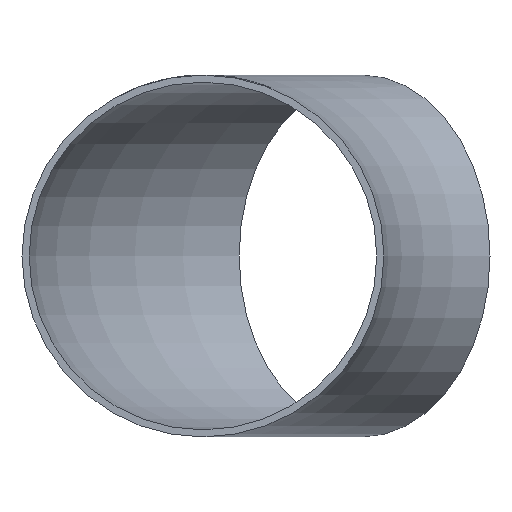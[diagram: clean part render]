
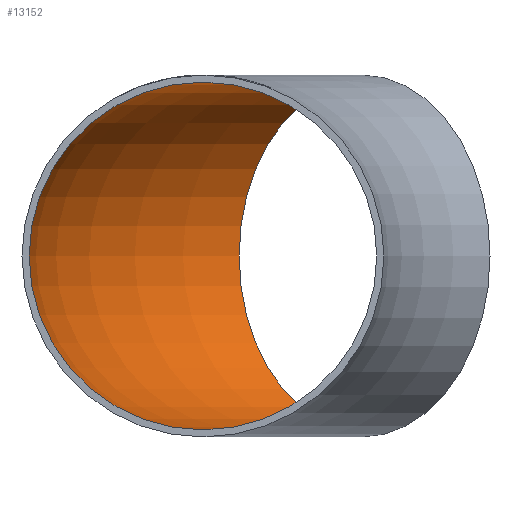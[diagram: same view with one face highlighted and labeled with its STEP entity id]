
A CAD part, front view. The second image highlights one B-rep face of the part: STEP entity #13152.
In plain terms, the highlighted toroidal (fillet/blend) face has major radius 610 mm and minor radius 195.2 mm.
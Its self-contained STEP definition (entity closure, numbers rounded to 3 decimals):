
#1845 = AXIS2_PLACEMENT_3D ( 'NONE', #5237, #16193, #35409 ) ;
#2698 = DIRECTION ( 'NONE',  ( 0., 1., 0. ) ) ;
#5237 = CARTESIAN_POINT ( 'NONE',  ( 0., 0., 0. ) ) ;
#6316 = CIRCLE ( 'NONE', #14941, 195.2 ) ;
#6595 = EDGE_CURVE ( 'NONE', #17264, #17264, #21806, .T. ) ;
#7129 = EDGE_LOOP ( 'NONE', ( #33321 ) ) ;
#7724 = EDGE_CURVE ( 'NONE', #28398, #28398, #6316, .T. ) ;
#9423 = CARTESIAN_POINT ( 'NONE',  ( -431.335, 431.335, 0. ) ) ;
#11663 = EDGE_LOOP ( 'NONE', ( #33037 ) ) ;
#13152 = ADVANCED_FACE ( 'NONE', ( #18886, #29837 ), #24211, .F. ) ;
#14941 = AXIS2_PLACEMENT_3D ( 'NONE', #9423, #23293, #34223 ) ;
#16193 = DIRECTION ( 'NONE',  ( 0., 0., -1. ) ) ;
#17264 = VERTEX_POINT ( 'NONE', #33780 ) ;
#18886 = FACE_OUTER_BOUND ( 'NONE', #7129, .T. ) ;
#21806 = CIRCLE ( 'NONE', #28106, 195.2 ) ;
#21919 = DIRECTION ( 'NONE',  ( 0., 0., 1. ) ) ;
#23293 = DIRECTION ( 'NONE',  ( 0.707, 0.707, 0. ) ) ;
#24211 = TOROIDAL_SURFACE ( 'NONE', #1845, 610., 195.2 ) ;
#27399 = CARTESIAN_POINT ( 'NONE',  ( -569.362, 569.362, 0. ) ) ;
#28106 = AXIS2_PLACEMENT_3D ( 'NONE', #32845, #2698, #21919 ) ;
#28398 = VERTEX_POINT ( 'NONE', #27399 ) ;
#29837 = FACE_OUTER_BOUND ( 'NONE', #11663, .T. ) ;
#32845 = CARTESIAN_POINT ( 'NONE',  ( -610., 0., 0. ) ) ;
#33037 = ORIENTED_EDGE ( 'NONE', *, *, #6595, .F. ) ;
#33321 = ORIENTED_EDGE ( 'NONE', *, *, #7724, .T. ) ;
#33780 = CARTESIAN_POINT ( 'NONE',  ( -610., 0., 195.2 ) ) ;
#34223 = DIRECTION ( 'NONE',  ( -0.707, 0.707, 0. ) ) ;
#35409 = DIRECTION ( 'NONE',  ( -1., 0., 0. ) ) ;
